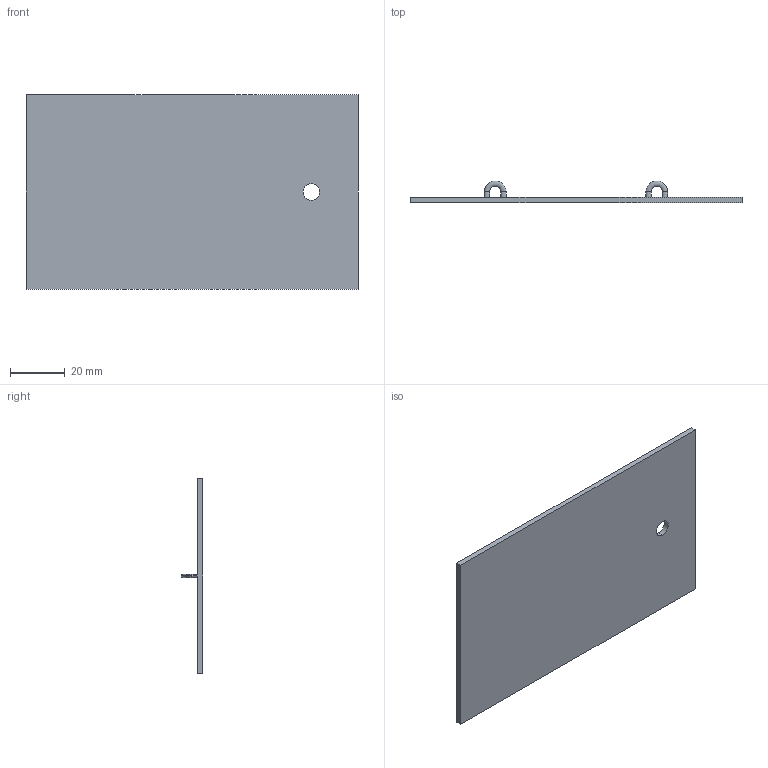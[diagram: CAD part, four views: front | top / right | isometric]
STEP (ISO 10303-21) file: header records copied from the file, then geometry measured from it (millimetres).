
FILE_DESCRIPTION (( 'STEP AP203' ), '1' );
FILE_NAME ('mid-lid.STEP', '2024-08-26T16:49:16', ( '' ), ( '' ), 'SwSTEP 2.0', 'SolidWorks 2024', '' );
FILE_SCHEMA (( 'CONFIG_CONTROL_DESIGN' ));
Length unit declared in the file: millimetre
Products named in the file (1): mid-lid
Bounding box: 121 x 7.94 x 71 mm (x, y, z)
Volume: 17174.6 mm3; surface area: 18056.8 mm2
Topology: 1 solids, 1 shells, 20 faces, 46 edges, 28 vertices
Faces by surface type: bspline 12, plane 6, cylinder 2
Entity records: 795 total; most frequent: CARTESIAN_POINT 375, ORIENTED_EDGE 92, EDGE_CURVE 46, DIRECTION 40, VERTEX_POINT 28, EDGE_LOOP 26, ADVANCED_FACE 20, FACE_OUTER_BOUND 20
